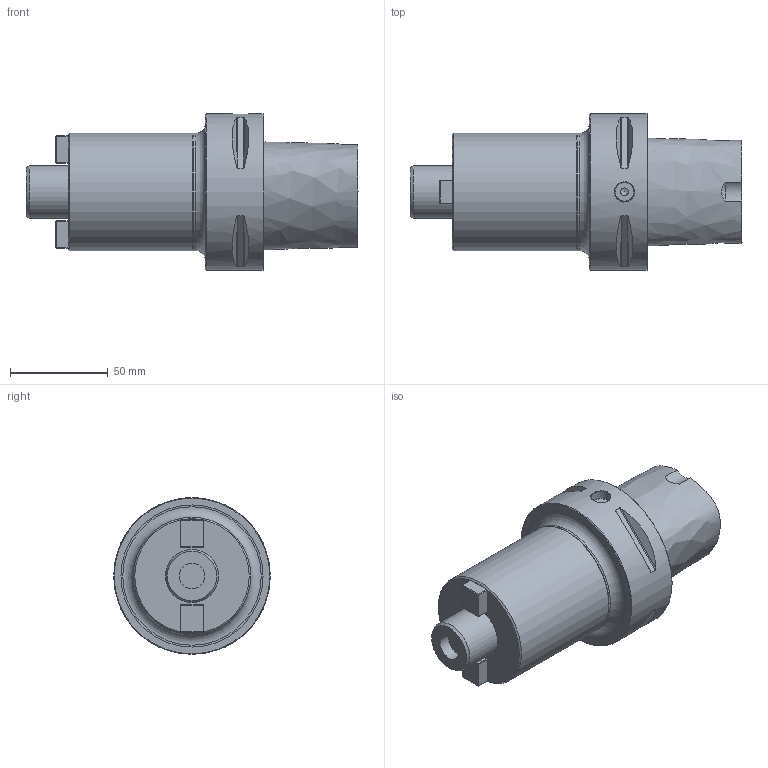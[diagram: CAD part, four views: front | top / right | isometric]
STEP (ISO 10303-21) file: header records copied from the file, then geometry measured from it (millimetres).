
FILE_DESCRIPTION(/* description */ (''),/* implementation_level */ '2;1');
FILE_NAME(/* name */ 'AC8-FM-27-100.stp',/* time_stamp */ '2024-12-18T12:21:00+03:00',/* author */ (''),/* organization */ (''),/* preprocessor_version */ 'ST-DEVELOPER v19.4',/* originating_system */ 'SIEMENS PLM Software NX2306.3001',/* authorisation */ '');
FILE_SCHEMA (('AUTOMOTIVE_DESIGN { 1 0 10303 214 3 1 1 1 }'));
Length unit declared in the file: millimetre
Products named in the file (1): AC8-FM-27-100-light
Bounding box: 169.5 x 80 x 80 mm (x, y, z)
Volume: 469544.2 mm3; surface area: 41511.8 mm2
Topology: 1 solids, 1 shells, 83 faces, 187 edges, 114 vertices
Faces by surface type: plane 55, cylinder 16, cone 8, torus 2, bspline 2
Full cylindrical faces by diameter (mm): 4 x1, 10 x1, 13 x1, 27 x1, 59.8 x1, 60 x1, 80 x1
Entity records: 3049 total; most frequent: CARTESIAN_POINT 1350, DIRECTION 326, ORIENTED_EDGE 320, EDGE_CURVE 160, AXIS2_PLACEMENT_3D 115, EDGE_LOOP 110, VERTEX_POINT 107, LINE 96
